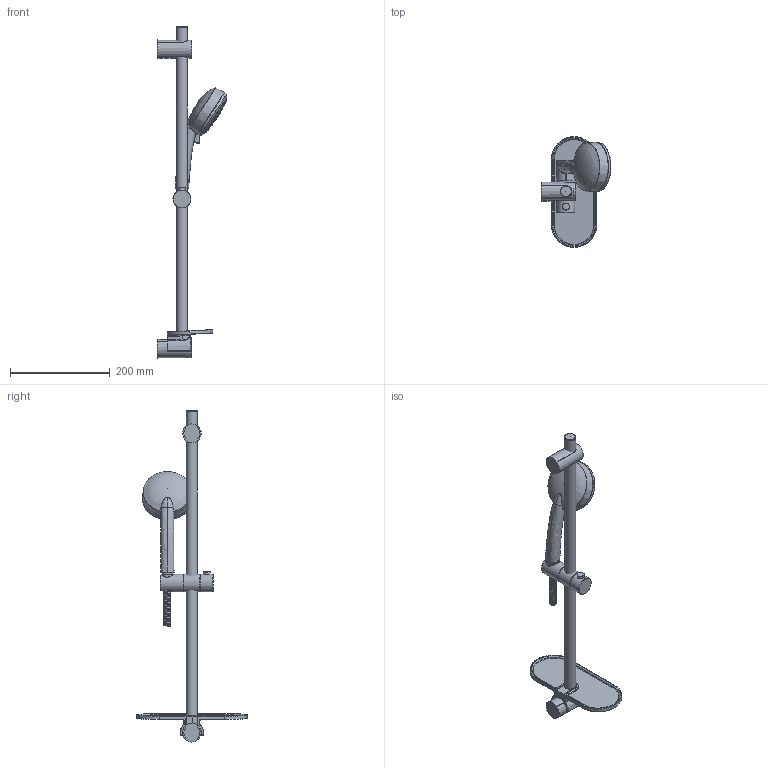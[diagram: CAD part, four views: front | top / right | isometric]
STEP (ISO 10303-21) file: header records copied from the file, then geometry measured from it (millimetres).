
FILE_DESCRIPTION(/* description */ ('Unknown'),/* implementation_level */ '2;1');
FILE_NAME(/* name */ '26098000',/* time_stamp */ '2022-09-09T05:11:32+02:00',/* author */ ('Unknown'),/* organization */ ('GROHE AG'),/* preprocessor_version */ 'ST-DEVELOPER v16.7',/* originating_system */ 'DEX',/* authorisation */ $);
FILE_SCHEMA (('AUTOMOTIVE_DESIGN {1 0 10303 214 3 1 1}'));
Length unit declared in the file: millimetre
Products named in the file (5): 26098000; id82; fillet#4; sprayface-06.10
Assembly tree (4 placements, depth 2):
  26098000
    26098000
    id82
    fillet#4
    sprayface-06.10
Bounding box: 140.16 x 221.88 x 665.26 mm (x, y, z)
Volume: 65243.4 mm3; surface area: 206727.1 mm2
Topology: 1 solids, 85 shells, 616 faces, 3047 edges, 2460 vertices
Faces by surface type: bspline 294, cylinder 149, plane 86, torus 33, sphere 30, cone 24
Full cylindrical faces by diameter (mm): 2.8 x60, 14 x1, 19.9 x1, 21.9 x1, 22 x1, 22.6 x1, 33.4 x2, 36 x3
Entity records: 47352 total; most frequent: CARTESIAN_POINT 28437, ORIENTED_EDGE 4131, EDGE_CURVE 2672, VERTEX_POINT 2285, B_SPLINE_CURVE_WITH_KNOTS 2153, DIRECTION 1430, FACE_BOUND 806, EDGE_LOOP 803
